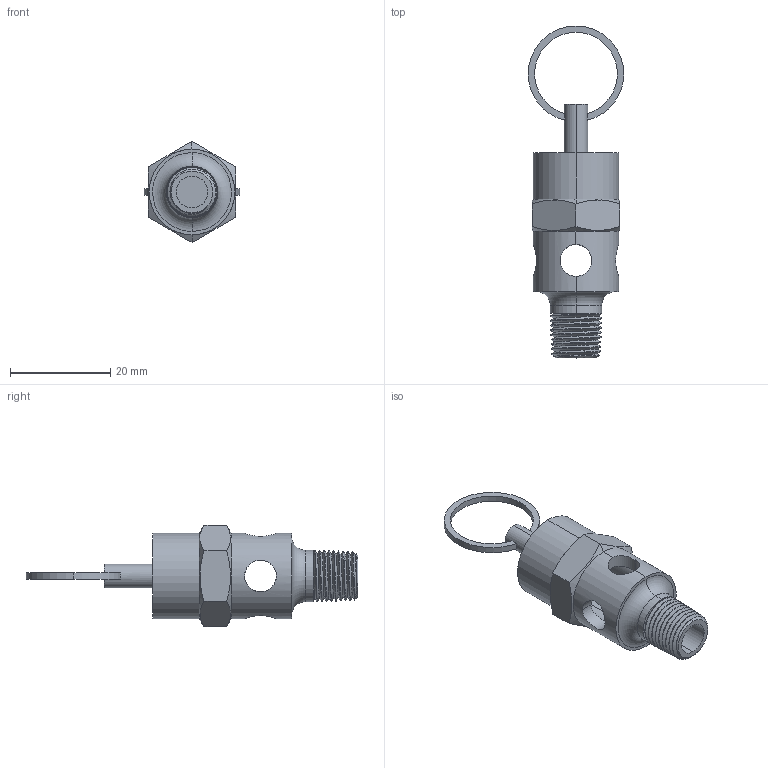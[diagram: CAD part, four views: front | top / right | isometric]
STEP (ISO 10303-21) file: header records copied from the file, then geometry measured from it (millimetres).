
FILE_DESCRIPTION (( 'STEP AP203' ), '1' );
FILE_NAME ('am-3871 pressure relief valve.STEP', '2018-05-09T17:57:07', ( '' ), ( '' ), 'SwSTEP 2.0', 'SolidWorks 2017', '' );
FILE_SCHEMA (( 'CONFIG_CONTROL_DESIGN' ));
Length unit declared in the file: inch
Products named in the file (1): am-3871 pressure relief valve
Bounding box: 19.05 x 66.17 x 20.16 mm (x, y, z)
Volume: 4490.8 mm3; surface area: 4214.9 mm2
Topology: 1 solids, 1 shells, 72 faces, 199 edges, 129 vertices
Faces by surface type: cone 26, cylinder 26, plane 15, bspline 3, torus 2
Entity records: 10777 total; most frequent: CARTESIAN_POINT 8993, ORIENTED_EDGE 398, DIRECTION 291, EDGE_CURVE 199, VERTEX_POINT 129, AXIS2_PLACEMENT_3D 114, B_SPLINE_CURVE_WITH_KNOTS 92, EDGE_LOOP 82
